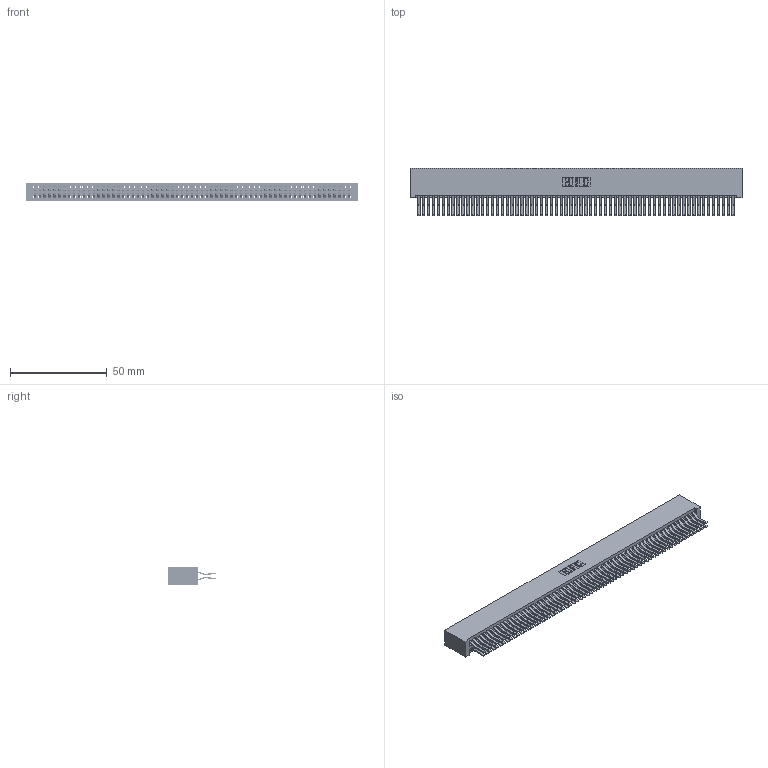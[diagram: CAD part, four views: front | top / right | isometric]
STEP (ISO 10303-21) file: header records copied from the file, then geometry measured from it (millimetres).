
FILE_DESCRIPTION (( 'STEP AP203' ), '1' );
FILE_NAME ('345-130-560-201.STEP', '2019-11-07T17:05:01', ( '' ), ( '' ), 'SwSTEP 2.0', 'SolidWorks 2016', '' );
FILE_SCHEMA (( 'CONFIG_CONTROL_DESIGN' ));
Length unit declared in the file: inch
Products named in the file (3): 345-292-001_560 Tail; 345 Part_No Mounting Lugs; 345-130-560-201
Assembly tree (131 placements, depth 2):
  345-130-560-201
    345 Part_No Mounting Lugs
    345-292-001_560 Tail  x130
Bounding box: 171.7 x 24.45 x 9.4 mm (x, y, z)
Volume: 18361 mm3; surface area: 30080.9 mm2
Topology: 131 solids, 131 shells, 6878 faces, 20467 edges, 13470 vertices
Faces by surface type: plane 4366, cylinder 2512
Entity records: 47715 total; most frequent: CARTESIAN_POINT 7976, ORIENTED_EDGE 7910, DIRECTION 7003, EDGE_CURVE 3955, LINE 3567, VECTOR 3567, VERTEX_POINT 2634, AXIS2_PLACEMENT_3D 1718
